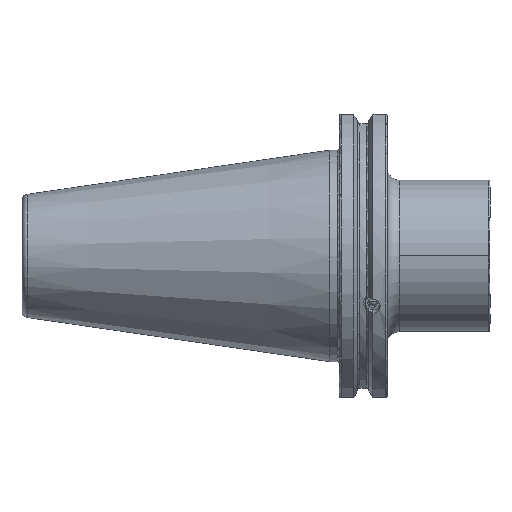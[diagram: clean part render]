
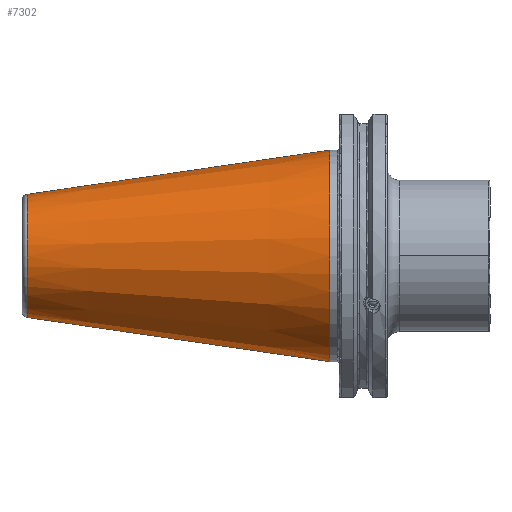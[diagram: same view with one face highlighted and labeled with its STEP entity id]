
A CAD part, front view. The second image highlights one B-rep face of the part: STEP entity #7302.
In plain terms, the highlighted conical face has half-angle 8.297 degrees and reference radius 34.925 mm.
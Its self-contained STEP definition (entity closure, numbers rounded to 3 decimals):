
#523 = DIRECTION ( 'NONE',  ( 0., 0., 1. ) ) ;
#562 = CIRCLE ( 'NONE', #8561, 20.358 ) ;
#761 = LINE ( 'NONE', #7624, #4336 ) ;
#898 = VERTEX_POINT ( 'NONE', #3692 ) ;
#1196 = LINE ( 'NONE', #5719, #4788 ) ;
#1581 = EDGE_CURVE ( 'NONE', #5587, #898, #1196, .T. ) ;
#1871 = CARTESIAN_POINT ( 'NONE',  ( 0., 0., 0. ) ) ;
#2016 = VERTEX_POINT ( 'NONE', #6143 ) ;
#2263 = DIRECTION ( 'NONE',  ( -1., 0., 0. ) ) ;
#2279 = EDGE_CURVE ( 'NONE', #4860, #898, #6162, .T. ) ;
#2306 = CARTESIAN_POINT ( 'NONE',  ( -99.889, 0., 20.358 ) ) ;
#2974 = ORIENTED_EDGE ( 'NONE', *, *, #6699, .F. ) ;
#3232 = EDGE_LOOP ( 'NONE', ( #7415, #2974, #7402, #6257 ) ) ;
#3548 = CARTESIAN_POINT ( 'NONE',  ( 0., 0., 0. ) ) ;
#3692 = CARTESIAN_POINT ( 'NONE',  ( 0., 0., 34.925 ) ) ;
#3773 = DIRECTION ( 'NONE',  ( 0.99, 0., 0.144 ) ) ;
#4104 = AXIS2_PLACEMENT_3D ( 'NONE', #3548, #6268, #6943 ) ;
#4336 = VECTOR ( 'NONE', #6904, 1000. ) ;
#4788 = VECTOR ( 'NONE', #3773, 1000. ) ;
#4860 = VERTEX_POINT ( 'NONE', #7621 ) ;
#5587 = VERTEX_POINT ( 'NONE', #2306 ) ;
#5719 = CARTESIAN_POINT ( 'NONE',  ( 0., 0., 34.925 ) ) ;
#6143 = CARTESIAN_POINT ( 'NONE',  ( -99.889, 0., -20.358 ) ) ;
#6162 = CIRCLE ( 'NONE', #8627, 34.925 ) ;
#6257 = ORIENTED_EDGE ( 'NONE', *, *, #2279, .T. ) ;
#6268 = DIRECTION ( 'NONE',  ( 1., 0., 0. ) ) ;
#6321 = CARTESIAN_POINT ( 'NONE',  ( -99.889, 0., 0. ) ) ;
#6699 = EDGE_CURVE ( 'NONE', #2016, #5587, #562, .T. ) ;
#6904 = DIRECTION ( 'NONE',  ( 0.99, 0., -0.144 ) ) ;
#6943 = DIRECTION ( 'NONE',  ( 0., 0., -1. ) ) ;
#7005 = DIRECTION ( 'NONE',  ( 0., 0., 1. ) ) ;
#7221 = DIRECTION ( 'NONE',  ( -1., 0., 0. ) ) ;
#7302 = ADVANCED_FACE ( 'NONE', ( #7778 ), #7568, .T. ) ;
#7402 = ORIENTED_EDGE ( 'NONE', *, *, #7914, .T. ) ;
#7415 = ORIENTED_EDGE ( 'NONE', *, *, #1581, .F. ) ;
#7568 = CONICAL_SURFACE ( 'NONE', #4104, 34.925, 0.145 ) ;
#7621 = CARTESIAN_POINT ( 'NONE',  ( 0., 0., -34.925 ) ) ;
#7624 = CARTESIAN_POINT ( 'NONE',  ( 0., 0., -34.925 ) ) ;
#7778 = FACE_OUTER_BOUND ( 'NONE', #3232, .T. ) ;
#7914 = EDGE_CURVE ( 'NONE', #2016, #4860, #761, .T. ) ;
#8561 = AXIS2_PLACEMENT_3D ( 'NONE', #6321, #2263, #7005 ) ;
#8627 = AXIS2_PLACEMENT_3D ( 'NONE', #1871, #7221, #523 ) ;
